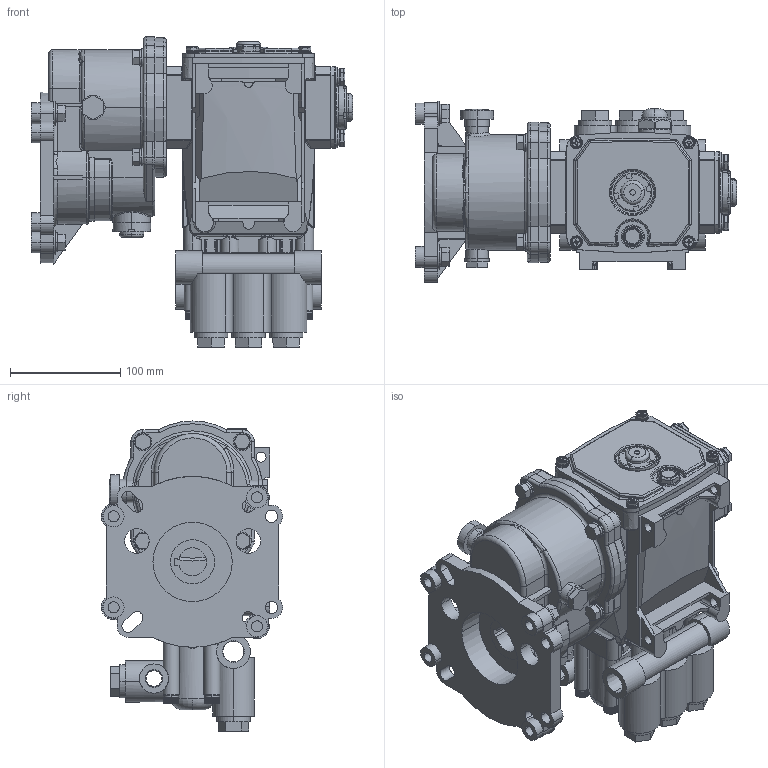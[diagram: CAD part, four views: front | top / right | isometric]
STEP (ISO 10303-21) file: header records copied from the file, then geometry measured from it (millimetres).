
FILE_DESCRIPTION (( 'STEP AP214' ), '1' );
FILE_NAME ('5CP3120CSSG1.STEP', '2013-10-31T13:47:40', ( 'it' ), ( '' ), 'SwSTEP 2.0', 'SolidWorks 2013', '' );
FILE_SCHEMA (( 'AUTOMOTIVE_DESIGN' ));
Length unit declared in the file: inch
Products named in the file (1): 5CP3120CSSG1
Bounding box: 290.82 x 164.13 x 280.83 mm (x, y, z)
Surface area: 350217.5 mm2 (no closed solid volume)
Topology: 0 solids, 17 shells, 1981 faces, 9525 edges, 6863 vertices
Faces by surface type: plane 904, cylinder 745, torus 171, bspline 107, cone 45, sphere 9
Entity records: 133710 total; most frequent: CARTESIAN_POINT 37377, ORIENTED_EDGE 14640, DIRECTION 13472, EDGE_CURVE 9511, VERTEX_POINT 6863, AXIS2_PLACEMENT_3D 4699, VECTOR 4074, LINE 4074
